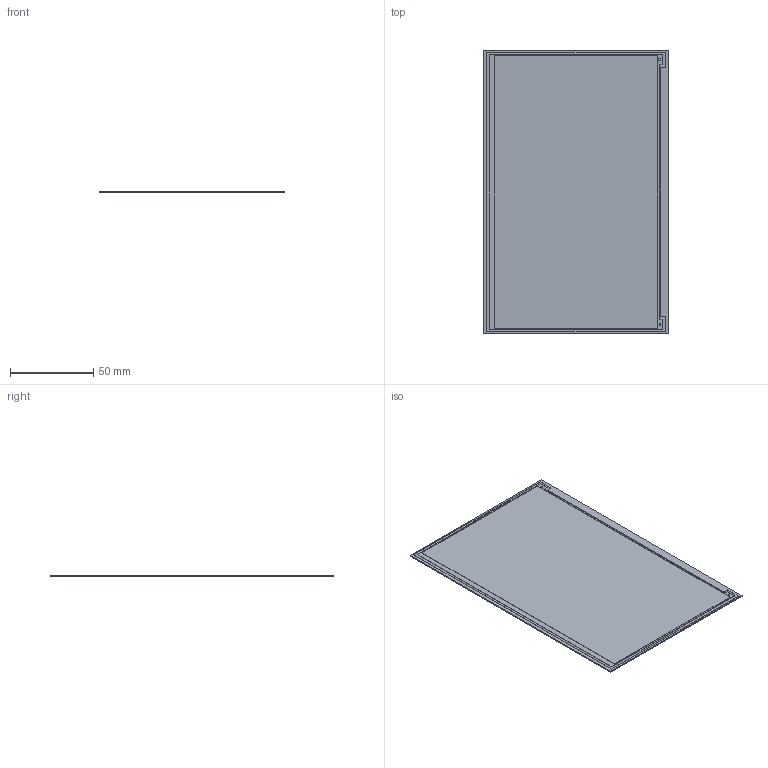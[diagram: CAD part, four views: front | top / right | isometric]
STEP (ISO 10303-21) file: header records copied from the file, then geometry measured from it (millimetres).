
FILE_DESCRIPTION(/* description */ (''),/* implementation_level */ '2;1');
FILE_NAME(/* name */ 'Ecran.step',/* time_stamp */ '2025-04-07T16:45:29+03:00',/* author */ (''),/* organization */ (''),/* preprocessor_version */ 'ST-DEVELOPER v20.1',/* originating_system */ 'Autodesk Translation Framework v14.4.0.0',/* authorisation */ '');
FILE_SCHEMA (('AUTOMOTIVE_DESIGN { 1 0 10303 214 3 1 1 }'));
Length unit declared in the file: millimetre
Products named in the file (1): sketch display
Bounding box: 111.2 x 170.2 x 1.18 mm (x, y, z)
Volume: 21244.6 mm3; surface area: 38507.3 mm2
Topology: 1 solids, 1 shells, 35 faces, 90 edges, 60 vertices
Faces by surface type: plane 29, cylinder 6
Full cylindrical faces by diameter (mm): 1 x2
Entity records: 1097 total; most frequent: CARTESIAN_POINT 186, ORIENTED_EDGE 180, DIRECTION 174, EDGE_CURVE 90, LINE 78, VECTOR 78, VERTEX_POINT 60, AXIS2_PLACEMENT_3D 48
